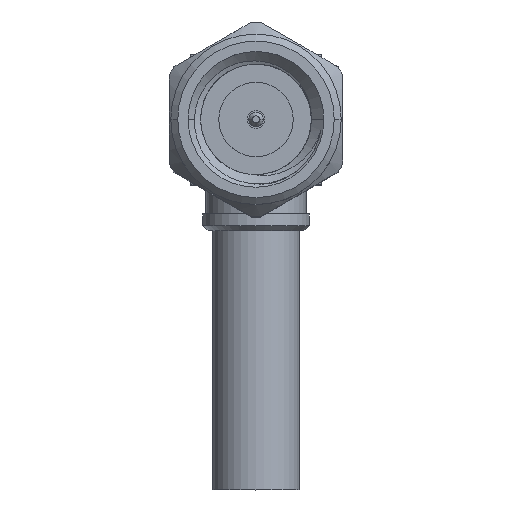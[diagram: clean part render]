
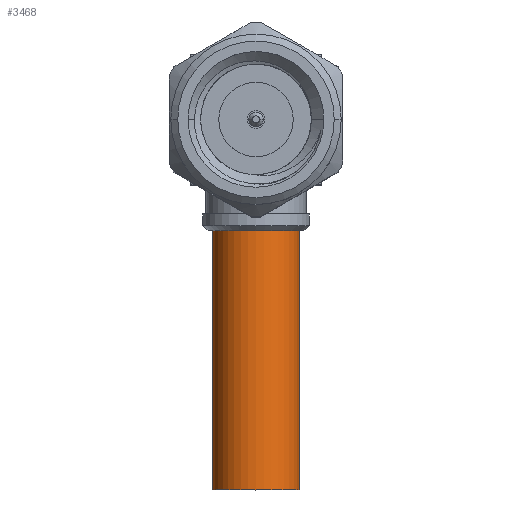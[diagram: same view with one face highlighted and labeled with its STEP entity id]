
A CAD part, top view. The second image highlights one B-rep face of the part: STEP entity #3468.
In plain terms, the highlighted cylindrical face has radius 1.6 mm (diameter 3.2 mm), a partial arc.
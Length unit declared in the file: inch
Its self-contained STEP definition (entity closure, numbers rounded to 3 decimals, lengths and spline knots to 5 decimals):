
#31 = AXIS2_PLACEMENT_3D ( 'NONE', #1887, #160, #436 ) ;
#122 = LINE ( 'NONE', #2499, #2467 ) ;
#129 = VERTEX_POINT ( 'NONE', #3627 ) ;
#160 = DIRECTION ( 'NONE',  ( 0., 1., 0. ) ) ;
#201 = ORIENTED_EDGE ( 'NONE', *, *, #596, .F. ) ;
#204 = FACE_OUTER_BOUND ( 'NONE', #1152, .T. ) ;
#322 = EDGE_CURVE ( 'NONE', #2200, #129, #2325, .T. ) ;
#436 = DIRECTION ( 'NONE',  ( -1., 0., 0. ) ) ;
#596 = EDGE_CURVE ( 'NONE', #864, #129, #2370, .T. ) ;
#736 = VECTOR ( 'NONE', #2776, 39.37008 ) ;
#864 = VERTEX_POINT ( 'NONE', #1733 ) ;
#1036 = CARTESIAN_POINT ( 'NONE',  ( 0., -0.53421, 0. ) ) ;
#1124 = VERTEX_POINT ( 'NONE', #3753 ) ;
#1152 = EDGE_LOOP ( 'NONE', ( #1378, #3288, #2845, #201 ) ) ;
#1327 = DIRECTION ( 'NONE',  ( 1., 0., 0. ) ) ;
#1378 = ORIENTED_EDGE ( 'NONE', *, *, #3783, .F. ) ;
#1442 = CARTESIAN_POINT ( 'NONE',  ( 0., -0.1602, 0. ) ) ;
#1733 = CARTESIAN_POINT ( 'NONE',  ( -0.06299, -0.53421, 0. ) ) ;
#1887 = CARTESIAN_POINT ( 'NONE',  ( 0., -0.53421, 0. ) ) ;
#2085 = CARTESIAN_POINT ( 'NONE',  ( 0.06299, -0.1602, 0. ) ) ;
#2200 = VERTEX_POINT ( 'NONE', #2085 ) ;
#2231 = DIRECTION ( 'NONE',  ( 0., 1., 0. ) ) ;
#2325 = CIRCLE ( 'NONE', #2639, 0.06299 ) ;
#2351 = DIRECTION ( 'NONE',  ( 1., 0., 0. ) ) ;
#2370 = LINE ( 'NONE', #3337, #736 ) ;
#2467 = VECTOR ( 'NONE', #2231, 39.37008 ) ;
#2499 = CARTESIAN_POINT ( 'NONE',  ( 0.06299, -0.53421, 0. ) ) ;
#2624 = AXIS2_PLACEMENT_3D ( 'NONE', #1036, #3085, #1327 ) ;
#2639 = AXIS2_PLACEMENT_3D ( 'NONE', #1442, #3794, #2351 ) ;
#2776 = DIRECTION ( 'NONE',  ( 0., 1., 0. ) ) ;
#2845 = ORIENTED_EDGE ( 'NONE', *, *, #322, .T. ) ;
#3077 = CYLINDRICAL_SURFACE ( 'NONE', #31, 0.06299 ) ;
#3085 = DIRECTION ( 'NONE',  ( 0., -1., 0. ) ) ;
#3257 = EDGE_CURVE ( 'NONE', #1124, #2200, #122, .T. ) ;
#3288 = ORIENTED_EDGE ( 'NONE', *, *, #3257, .T. ) ;
#3337 = CARTESIAN_POINT ( 'NONE',  ( -0.06299, -0.53421, 0. ) ) ;
#3468 = ADVANCED_FACE ( 'NONE', ( #204 ), #3077, .T. ) ;
#3550 = CIRCLE ( 'NONE', #2624, 0.06299 ) ;
#3627 = CARTESIAN_POINT ( 'NONE',  ( -0.06299, -0.1602, 0. ) ) ;
#3753 = CARTESIAN_POINT ( 'NONE',  ( 0.06299, -0.53421, 0. ) ) ;
#3783 = EDGE_CURVE ( 'NONE', #1124, #864, #3550, .T. ) ;
#3794 = DIRECTION ( 'NONE',  ( 0., -1., 0. ) ) ;
